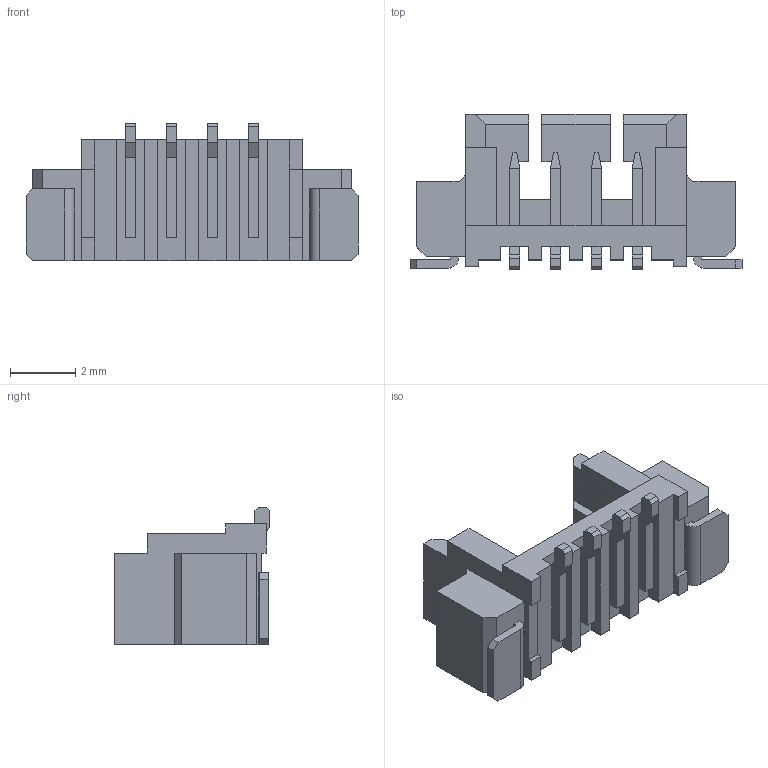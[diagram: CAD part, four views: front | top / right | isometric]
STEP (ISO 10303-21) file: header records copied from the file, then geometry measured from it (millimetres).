
FILE_DESCRIPTION( ( 'STEP AP214' ), '1' );
FILE_NAME( 'psolqas1301510166.stp', '2019-07-15T11:01:51', ( '' ), ( '' ), ' ', 'PARTsolutions', ' ' );
FILE_SCHEMA( ( 'AUTOMOTIVE_DESIGN { 1 0 10303 214 1 1 1 1 }' ) );
Length unit declared in the file: metre
Products named in the file (1): 1
Bounding box: 10.15 x 4.75 x 4.2 mm (x, y, z)
Volume: 60 mm3; surface area: 278.6 mm2
Topology: 1 solids, 3 shells, 266 faces, 695 edges, 448 vertices
Faces by surface type: plane 258, cylinder 8
Entity records: 7956 total; most frequent: CARTESIAN_POINT 1418, ORIENTED_EDGE 1390, DIRECTION 1239, EDGE_CURVE 695, LINE 677, VECTOR 677, VERTEX_POINT 448, AXIS2_PLACEMENT_3D 281
